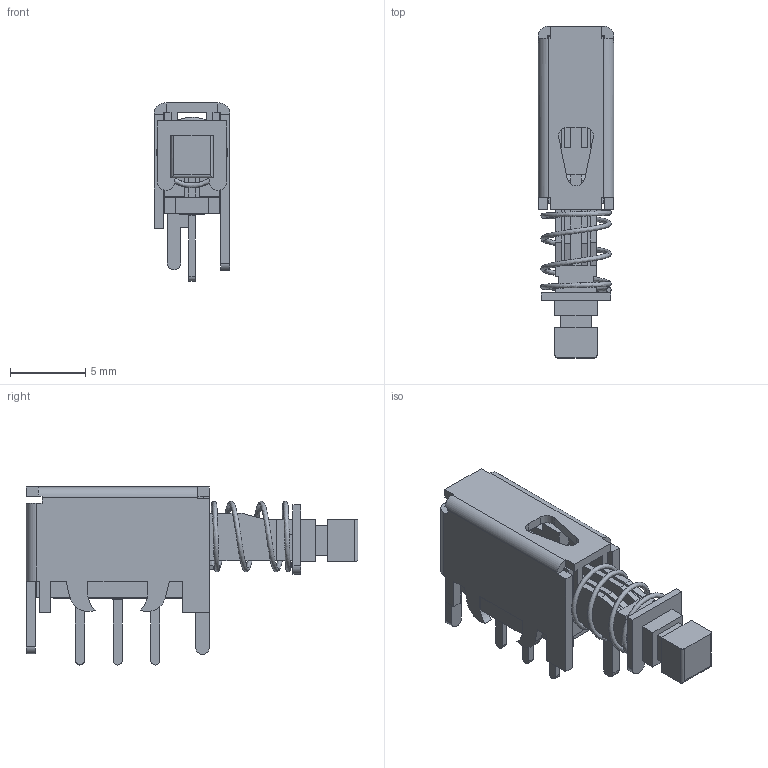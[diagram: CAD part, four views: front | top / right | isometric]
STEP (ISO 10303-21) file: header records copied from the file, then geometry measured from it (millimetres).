
FILE_DESCRIPTION((' '),'2;1');
FILE_NAME('LC1258xxxP.stp','2017-07-26T11:16:11',(' '),(' '),' ','ACIS',' ');
FILE_SCHEMA(('CONFIG_CONTROL_DESIGN'));
Length unit declared in the file: inch
Products named in the file (1): LC1258xxxP.stp
Bounding box: 5 x 22 x 11.8 mm (x, y, z)
Volume: 365.1 mm3; surface area: 1127.1 mm2
Topology: 1 solids, 1 shells, 282 faces, 844 edges, 552 vertices
Faces by surface type: plane 222, cylinder 49, torus 8, bspline 3
Entity records: 11508 total; most frequent: CARTESIAN_POINT 3788, ORIENTED_EDGE 1688, DIRECTION 1457, EDGE_CURVE 844, VECTOR 683, LINE 683, VERTEX_POINT 552, AXIS2_PLACEMENT_3D 387
